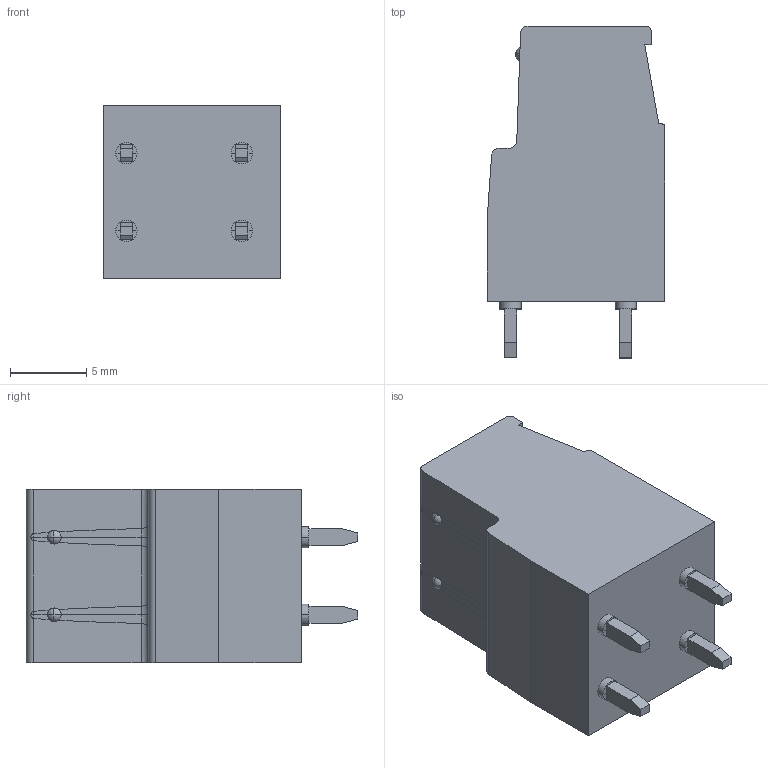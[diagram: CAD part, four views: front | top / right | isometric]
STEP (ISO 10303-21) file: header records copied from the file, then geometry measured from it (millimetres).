
FILE_DESCRIPTION(('SolidDesigner STEP Export'),'1');
FILE_NAME('mkdsd_2.5-2-5.08.stp','2000-06-28T16:50:43',(''),(''), 'SolidDesigner STEP processor Version: 7.0(Mar 1999)for AP214(CD)(Solid Model)', 'CoCreate SolidDesigner: 07.50 21-Dec-99(C) CoCreate Software GmbH','');
FILE_SCHEMA(('AUTOMOTIVE_DESIGN_CC2 {1 2 10303 214 -1 1 5 1}'));
Length unit declared in the file: millimetre
Products named in the file (2): mkdsd_2.5-2-5.08
Assembly tree (1 placements, depth 2):
  mkdsd_2.5-2-5.08
    mkdsd_2.5-2-5.08
Bounding box: 11.62 x 21.7 x 11.34 mm (x, y, z)
Volume: 2022.1 mm3; surface area: 1239.3 mm2
Topology: 1 solids, 1 shells, 185 faces, 456 edges, 289 vertices
Faces by surface type: plane 108, cylinder 57, sphere 20
Entity records: 7032 total; most frequent: CARTESIAN_POINT 1424, ORIENTED_EDGE 912, DIRECTION 771, EDGE_CURVE 456, VERTEX_POINT 289, VECTOR 267, LINE 267, AXIS2_PLACEMENT_3D 252
